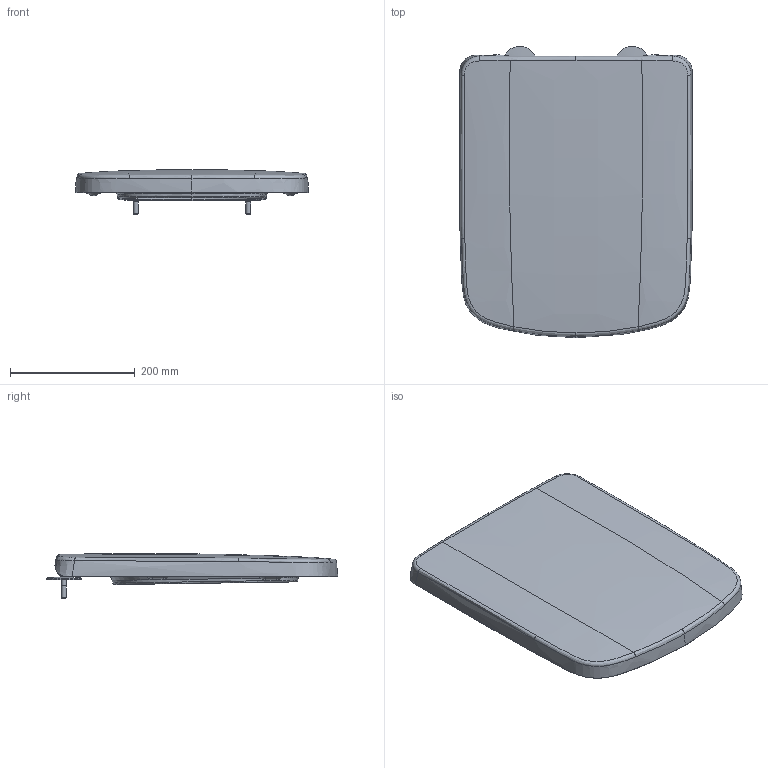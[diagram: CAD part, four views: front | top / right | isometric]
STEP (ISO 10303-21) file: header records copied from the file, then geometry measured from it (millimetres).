
FILE_DESCRIPTION(/* description */ (''),/* implementation_level */ '2;1');
FILE_NAME(/* name */ '8M85S1_WCS.stp',/* time_stamp */ '2025-09-23T07:17:11+02:00',/* author */ (''),/* organization */ (''),/* preprocessor_version */ 'ST-DEVELOPER v18.1',/* originating_system */ 'SIEMENS PLM Software NX 1973',/* authorisation */ '');
FILE_SCHEMA (('AUTOMOTIVE_DESIGN { 1 0 10303 214 3 1 1 1 }'));
Products named in the file (1): Muel0E18383E0y5g
Bounding box: 372.68 x 466.47 x 71.72 mm (x, y, z)
Volume: 1789769.6 mm3; surface area: 646263.4 mm2
Topology: 10 solids, 10 shells, 551 faces, 1341 edges, 806 vertices
Faces by surface type: bspline 376, plane 66, cylinder 48, torus 20, sphere 18, extrusion 10, cone 10, revolution 3
Full cylindrical faces by diameter (mm): 7.4 x2, 8 x6, 8.5 x2, 9 x2, 9.1 x4, 10 x2, 16.7 x2, 17.3 x2, 24 x2
Entity records: 93652 total; most frequent: CARTESIAN_POINT 84199, ORIENTED_EDGE 2490, EDGE_CURVE 1245, B_SPLINE_CURVE_WITH_KNOTS 917, DIRECTION 790, VERTEX_POINT 772, EDGE_LOOP 619, ADVANCED_FACE 551
